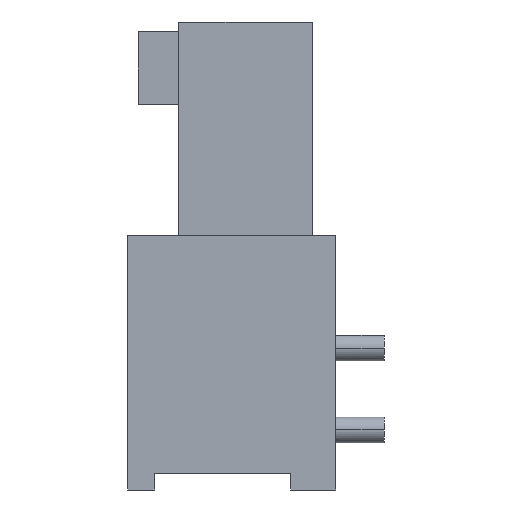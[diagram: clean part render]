
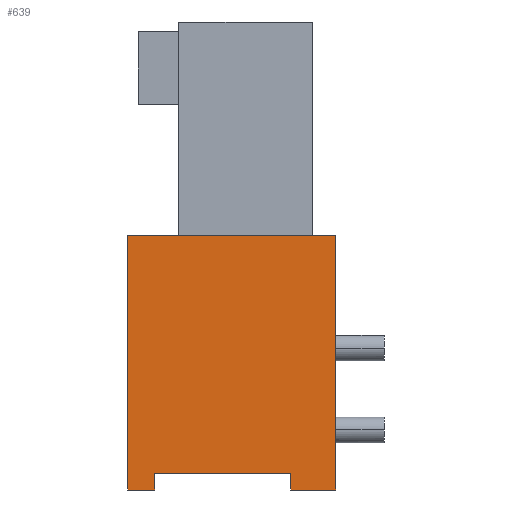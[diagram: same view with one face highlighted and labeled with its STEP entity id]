
A CAD part, left-side view. The second image highlights one B-rep face of the part: STEP entity #639.
In plain terms, the highlighted planar face has unit normal (-1, 0, 0).
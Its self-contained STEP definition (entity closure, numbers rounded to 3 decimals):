
#587=AXIS2_PLACEMENT_3D('Plane Axis2P3D',#584,#585,#586) ;
#49=CARTESIAN_POINT('Vertex',(0.,1.5,7.9)) ;
#52=CARTESIAN_POINT('Line Origine',(0.,1.5,3.95)) ;
#56=CARTESIAN_POINT('Vertex',(0.,1.5,0.)) ;
#169=CARTESIAN_POINT('Vertex',(0.,7.95,7.9)) ;
#172=CARTESIAN_POINT('Line Origine',(0.,4.725,7.9)) ;
#584=CARTESIAN_POINT('Axis2P3D Location',(0.,7.95,7.9)) ;
#589=CARTESIAN_POINT('Line Origine',(0.,7.11,0.25)) ;
#593=CARTESIAN_POINT('Vertex',(0.,7.11,0.5)) ;
#595=CARTESIAN_POINT('Vertex',(0.,7.11,0.)) ;
#598=CARTESIAN_POINT('Line Origine',(0.,5.001,0.5)) ;
#602=CARTESIAN_POINT('Vertex',(0.,2.893,0.5)) ;
#605=CARTESIAN_POINT('Line Origine',(0.,2.893,0.25)) ;
#609=CARTESIAN_POINT('Vertex',(0.,2.893,0.)) ;
#612=CARTESIAN_POINT('Line Origine',(0.,2.196,0.)) ;
#617=CARTESIAN_POINT('Line Origine',(0.,7.95,3.95)) ;
#621=CARTESIAN_POINT('Vertex',(0.,7.95,0.)) ;
#624=CARTESIAN_POINT('Line Origine',(0.,7.53,0.)) ;
#53=DIRECTION('Vector Direction',(0.,0.,-1.)) ;
#173=DIRECTION('Vector Direction',(0.,-1.,0.)) ;
#585=DIRECTION('Axis2P3D Direction',(1.,0.,0.)) ;
#586=DIRECTION('Axis2P3D XDirection',(0.,-1.,0.)) ;
#590=DIRECTION('Vector Direction',(0.,0.,-1.)) ;
#599=DIRECTION('Vector Direction',(0.,1.,0.)) ;
#606=DIRECTION('Vector Direction',(0.,0.,-1.)) ;
#613=DIRECTION('Vector Direction',(0.,-1.,0.)) ;
#618=DIRECTION('Vector Direction',(0.,0.,-1.)) ;
#625=DIRECTION('Vector Direction',(0.,-1.,0.)) ;
#54=VECTOR('Line Direction',#53,1.) ;
#174=VECTOR('Line Direction',#173,1.) ;
#591=VECTOR('Line Direction',#590,1.) ;
#600=VECTOR('Line Direction',#599,1.) ;
#607=VECTOR('Line Direction',#606,1.) ;
#614=VECTOR('Line Direction',#613,1.) ;
#619=VECTOR('Line Direction',#618,1.) ;
#626=VECTOR('Line Direction',#625,1.) ;
#630=ORIENTED_EDGE('',*,*,#597,.F.) ;
#631=ORIENTED_EDGE('',*,*,#604,.F.) ;
#632=ORIENTED_EDGE('',*,*,#611,.T.) ;
#633=ORIENTED_EDGE('',*,*,#616,.T.) ;
#634=ORIENTED_EDGE('',*,*,#58,.F.) ;
#635=ORIENTED_EDGE('',*,*,#176,.F.) ;
#636=ORIENTED_EDGE('',*,*,#623,.T.) ;
#637=ORIENTED_EDGE('',*,*,#628,.T.) ;
#639=ADVANCED_FACE('HOUSING',(#638),#588,.F.) ;
#58=EDGE_CURVE('',#50,#57,#55,.T.) ;
#176=EDGE_CURVE('',#170,#50,#175,.T.) ;
#597=EDGE_CURVE('',#594,#596,#592,.T.) ;
#604=EDGE_CURVE('',#603,#594,#601,.T.) ;
#611=EDGE_CURVE('',#603,#610,#608,.T.) ;
#616=EDGE_CURVE('',#610,#57,#615,.T.) ;
#623=EDGE_CURVE('',#170,#622,#620,.T.) ;
#628=EDGE_CURVE('',#622,#596,#627,.T.) ;
#629=EDGE_LOOP('',(#630,#631,#632,#633,#634,#635,#636,#637)) ;
#638=FACE_OUTER_BOUND('',#629,.T.) ;
#55=LINE('Line',#52,#54) ;
#175=LINE('Line',#172,#174) ;
#592=LINE('Line',#589,#591) ;
#601=LINE('Line',#598,#600) ;
#608=LINE('Line',#605,#607) ;
#615=LINE('Line',#612,#614) ;
#620=LINE('Line',#617,#619) ;
#627=LINE('Line',#624,#626) ;
#588=PLANE('',#587) ;
#50=VERTEX_POINT('',#49) ;
#57=VERTEX_POINT('',#56) ;
#170=VERTEX_POINT('',#169) ;
#594=VERTEX_POINT('',#593) ;
#596=VERTEX_POINT('',#595) ;
#603=VERTEX_POINT('',#602) ;
#610=VERTEX_POINT('',#609) ;
#622=VERTEX_POINT('',#621) ;
